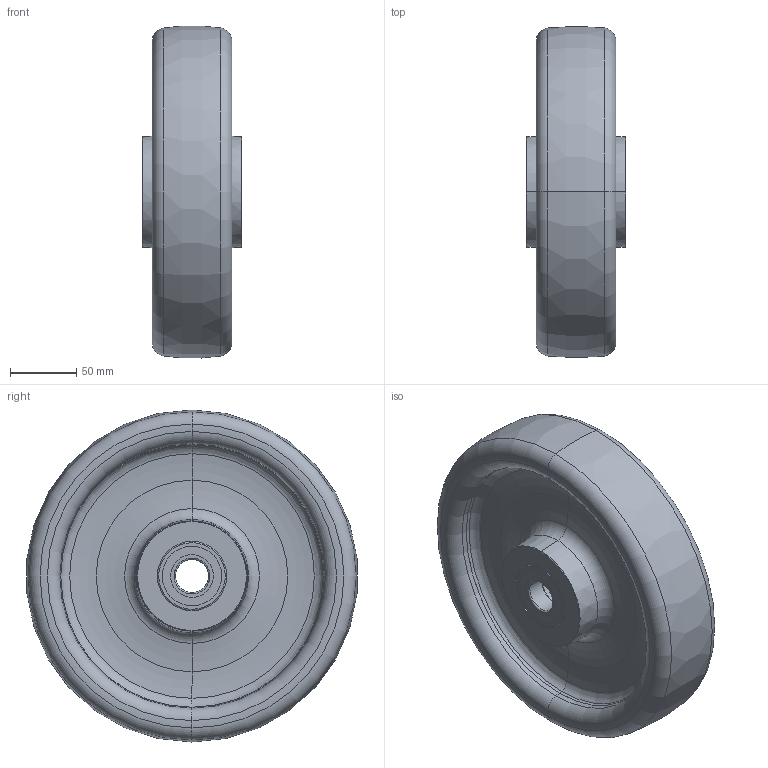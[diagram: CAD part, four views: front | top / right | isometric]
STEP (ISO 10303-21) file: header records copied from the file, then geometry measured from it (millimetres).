
FILE_DESCRIPTION (( 'STEP AP214' ), '1' );
FILE_NAME ('0016963.step', '2022-05-25T09:07:29', ( '' ), ( '' ), 'SwSTEP 2.0', 'SolidWorks 2020', '' );
FILE_SCHEMA (( 'AUTOMOTIVE_DESIGN' ));
Length unit declared in the file: millimetre
Products named in the file (1): 0016963
Bounding box: 75 x 248.3 x 249.66 mm (x, y, z)
Volume: 1820441.9 mm3; surface area: 339966.5 mm2
Topology: 12 solids, 12 shells, 344 faces, 768 edges, 460 vertices
Faces by surface type: torus 154, cylinder 98, plane 84, cone 8
Entity records: 13811 total; most frequent: DIRECTION 1964, CARTESIAN_POINT 1825, ORIENTED_EDGE 1536, AXIS2_PLACEMENT_3D 887, EDGE_CURVE 768, CIRCLE 542, VERTEX_POINT 460, EDGE_LOOP 380
